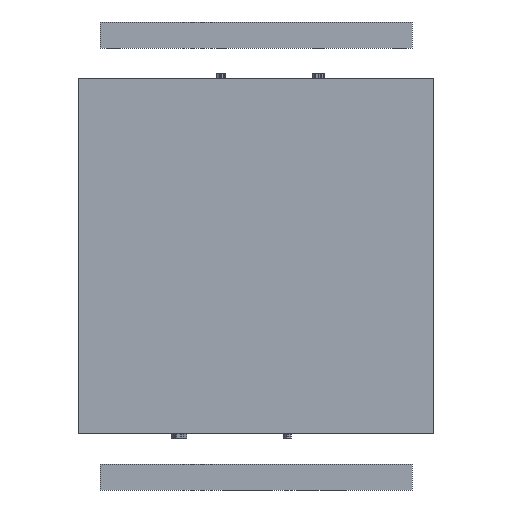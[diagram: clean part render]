
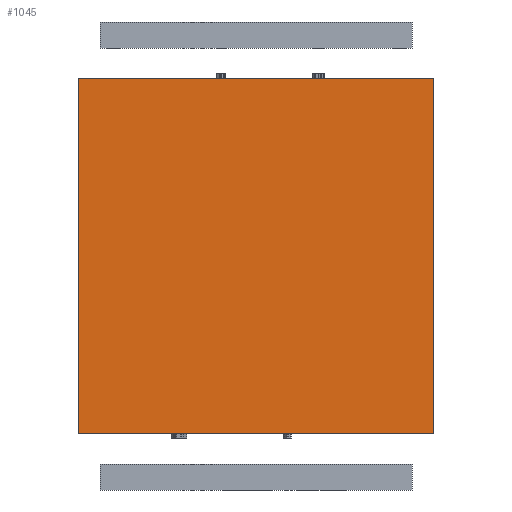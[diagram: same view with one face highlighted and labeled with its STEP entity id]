
A CAD part, front view. The second image highlights one B-rep face of the part: STEP entity #1045.
In plain terms, the highlighted planar face has unit normal (0, -1, 0).
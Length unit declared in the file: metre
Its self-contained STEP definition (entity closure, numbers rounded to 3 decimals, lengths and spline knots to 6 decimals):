
#1045 = ADVANCED_FACE( '', ( #2755 ), #2756, .T. );
#2755 = FACE_OUTER_BOUND( '', #4904, .T. );
#2756 = PLANE( '', #4905 );
#4904 = EDGE_LOOP( '', ( #11092, #11093, #11094, #11095 ) );
#4905 = AXIS2_PLACEMENT_3D( '', #11096, #11097, #11098 );
#11092 = ORIENTED_EDGE( '', *, *, #16640, .T. );
#11093 = ORIENTED_EDGE( '', *, *, #16641, .F. );
#11094 = ORIENTED_EDGE( '', *, *, #16637, .F. );
#11095 = ORIENTED_EDGE( '', *, *, #16631, .T. );
#11096 = CARTESIAN_POINT( '', ( 0.0601, -0.038, -0.0681 ) );
#11097 = DIRECTION( '', ( 0., -1., 0. ) );
#11098 = DIRECTION( '', ( 0., 0., -1. ) );
#16631 = EDGE_CURVE( '', #20762, #20759, #20763, .T. );
#16637 = EDGE_CURVE( '', #20762, #20772, #20773, .T. );
#16640 = EDGE_CURVE( '', #20759, #20777, #20778, .T. );
#16641 = EDGE_CURVE( '', #20772, #20777, #20779, .T. );
#20759 = VERTEX_POINT( '', #27399 );
#20762 = VERTEX_POINT( '', #27403 );
#20763 = LINE( '', #27404, #27405 );
#20772 = VERTEX_POINT( '', #27419 );
#20773 = LINE( '', #27420, #27421 );
#20777 = VERTEX_POINT( '', #27427 );
#20778 = LINE( '', #27428, #27429 );
#20779 = LINE( '', #27430, #27431 );
#27399 = CARTESIAN_POINT( '', ( 0.0681, -0.038, 0.0681 ) );
#27403 = CARTESIAN_POINT( '', ( 0.0681, -0.038, -0.0681 ) );
#27404 = CARTESIAN_POINT( '', ( 0.0681, -0.038, -0.0681 ) );
#27405 = VECTOR( '', #32567, 1. );
#27419 = CARTESIAN_POINT( '', ( -0.0681, -0.038, -0.0681 ) );
#27420 = CARTESIAN_POINT( '', ( 0.0601, -0.038, -0.0681 ) );
#27421 = VECTOR( '', #32573, 1. );
#27427 = CARTESIAN_POINT( '', ( -0.0681, -0.038, 0.0681 ) );
#27428 = CARTESIAN_POINT( '', ( 0.0601, -0.038, 0.0681 ) );
#27429 = VECTOR( '', #32576, 1. );
#27430 = CARTESIAN_POINT( '', ( -0.0681, -0.038, -0.0681 ) );
#27431 = VECTOR( '', #32577, 1. );
#32567 = DIRECTION( '', ( 0., 0., 1. ) );
#32573 = DIRECTION( '', ( -1., 0., 0. ) );
#32576 = DIRECTION( '', ( -1., 0., 0. ) );
#32577 = DIRECTION( '', ( 0., 0., 1. ) );
